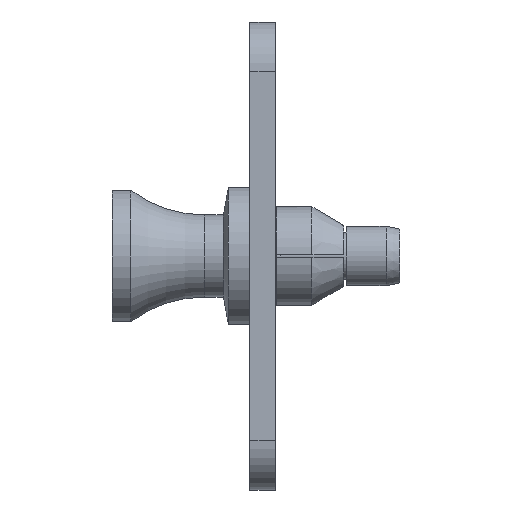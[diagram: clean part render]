
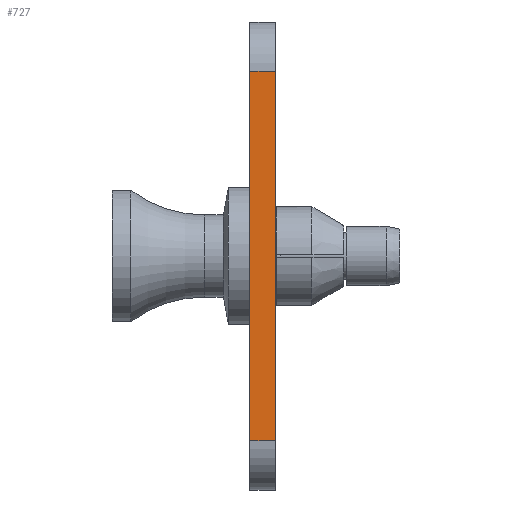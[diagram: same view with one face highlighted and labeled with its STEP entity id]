
A CAD part, left-side view. The second image highlights one B-rep face of the part: STEP entity #727.
In plain terms, the highlighted planar face has unit normal (-1, 0, 0).
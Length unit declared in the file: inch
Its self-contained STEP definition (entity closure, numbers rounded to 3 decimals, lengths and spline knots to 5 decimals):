
#492 = EDGE_LOOP ( 'NONE', ( #731, #730, #530, #493 ) ) ;
#493 = ORIENTED_EDGE ( 'NONE', *, *, #531, .T. ) ;
#527 = EDGE_CURVE ( 'NONE', #549, #728, #2237, .T. ) ;
#528 = VERTEX_POINT ( 'NONE', #2290 ) ;
#529 = EDGE_CURVE ( 'NONE', #528, #729, #2236, .T. ) ;
#530 = ORIENTED_EDGE ( 'NONE', *, *, #529, .F. ) ;
#531 = EDGE_CURVE ( 'NONE', #528, #549, #2339, .T. ) ;
#549 = VERTEX_POINT ( 'NONE', #2398 ) ;
#727 = ADVANCED_FACE ( 'NONE', ( #2554 ), #2439, .F. ) ;
#728 = VERTEX_POINT ( 'NONE', #2438 ) ;
#729 = VERTEX_POINT ( 'NONE', #2561 ) ;
#730 = ORIENTED_EDGE ( 'NONE', *, *, #732, .T. ) ;
#731 = ORIENTED_EDGE ( 'NONE', *, *, #527, .T. ) ;
#732 = EDGE_CURVE ( 'NONE', #728, #729, #2437, .T. ) ;
#2229 = DIRECTION ( 'NONE',  ( 0., 0., 1. ) ) ;
#2230 = VECTOR ( 'NONE', #2229, 39.37008 ) ;
#2232 = DIRECTION ( 'NONE',  ( 0., 0., 1. ) ) ;
#2233 = VECTOR ( 'NONE', #2232, 39.37008 ) ;
#2234 = CARTESIAN_POINT ( 'NONE',  ( -2.55, 0., -0.57 ) ) ;
#2235 = CARTESIAN_POINT ( 'NONE',  ( -2.55, 0.062, -0.57 ) ) ;
#2236 = LINE ( 'NONE', #2235, #2230 ) ;
#2237 = LINE ( 'NONE', #2234, #2233 ) ;
#2290 = CARTESIAN_POINT ( 'NONE',  ( -2.55, 0.062, -0.45 ) ) ;
#2336 = DIRECTION ( 'NONE',  ( 0., -1., 0. ) ) ;
#2337 = VECTOR ( 'NONE', #2336, 39.37008 ) ;
#2338 = CARTESIAN_POINT ( 'NONE',  ( -2.55, 0.062, -0.45 ) ) ;
#2339 = LINE ( 'NONE', #2338, #2337 ) ;
#2398 = CARTESIAN_POINT ( 'NONE',  ( -2.55, 0., -0.45 ) ) ;
#2433 = DIRECTION ( 'NONE',  ( 0., 1., 0. ) ) ;
#2434 = VECTOR ( 'NONE', #2433, 39.37008 ) ;
#2435 = CARTESIAN_POINT ( 'NONE',  ( -2.55, 0.062, 0.45 ) ) ;
#2436 = DIRECTION ( 'NONE',  ( 0., 0., -1. ) ) ;
#2437 = LINE ( 'NONE', #2435, #2434 ) ;
#2438 = CARTESIAN_POINT ( 'NONE',  ( -2.55, 0., 0.45 ) ) ;
#2439 = PLANE ( 'NONE',  #2444 ) ;
#2444 = AXIS2_PLACEMENT_3D ( 'NONE', #2550, #2449, #2436 ) ;
#2449 = DIRECTION ( 'NONE',  ( 1., 0., 0. ) ) ;
#2550 = CARTESIAN_POINT ( 'NONE',  ( -2.55, 0.062, -0.57 ) ) ;
#2554 = FACE_OUTER_BOUND ( 'NONE', #492, .T. ) ;
#2561 = CARTESIAN_POINT ( 'NONE',  ( -2.55, 0.062, 0.45 ) ) ;
